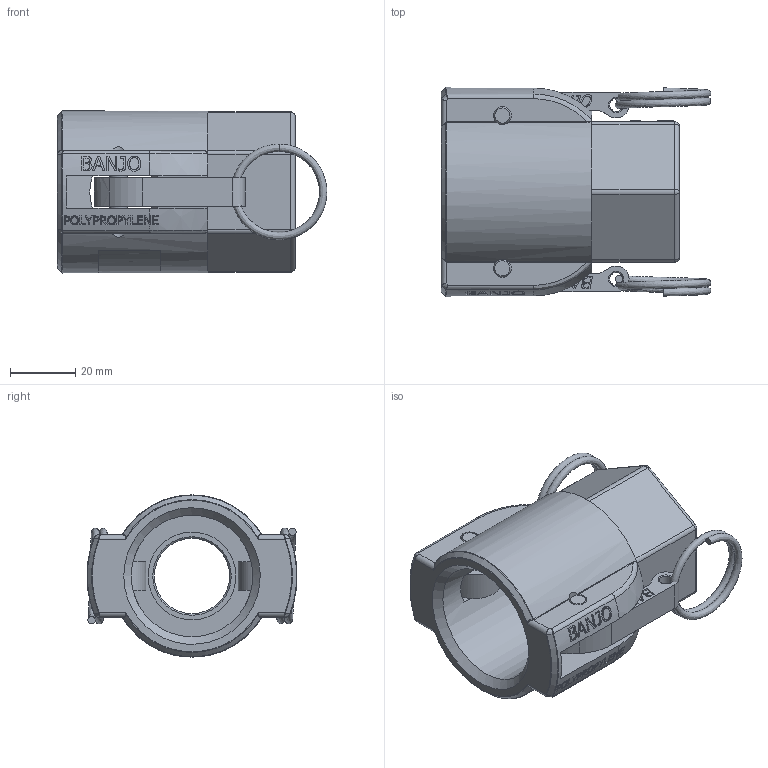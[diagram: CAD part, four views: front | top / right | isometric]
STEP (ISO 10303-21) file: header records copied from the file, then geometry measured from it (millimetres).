
FILE_DESCRIPTION(/* description */ ('1" Female Coupler X 1" BSPP Female Thd, Molded'),/* implementation_level */ '2;1');
FILE_NAME(/* name */ '100DBP.stp',/* time_stamp */ '2014-10-07T14:17:27-04:00',/* author */ ('MEG'),/* organization */ (''),/* preprocessor_version */ 'ST-DEVELOPER v15.2',/* originating_system */ 'Autodesk Inventor 2014',/* authorisation */ '');
FILE_SCHEMA (('AUTOMOTIVE_DESIGN { 1 0 10303 214 3 1 1 }'));
Length unit declared in the file: inch
Products named in the file (9): 100DBPX; 100DBPXM; 100G; 100P; 100DECAL-D1.96; 100XK; 100RING; 100K; 100DBP
Bounding box: 82.78 x 64.43 x 49.78 mm (x, y, z)
Volume: 84780.4 mm3; surface area: 38776.3 mm2
Topology: 9 solids, 9 shells, 967 faces, 2524 edges, 1640 vertices
Faces by surface type: plane 450, bspline 373, cylinder 107, cone 23, torus 8, sphere 6
Full cylindrical faces by diameter (mm): 3.962 x2, 5.512 x2, 5.563 x4, 5.715 x2, 12.7 x1, 23.114 x1, 26.987 x1, 33.249 x10, 34.519 x1, 35.789 x1, 37.338 x1, 39.688 x1, 40.488 x1
Entity records: 54158 total; most frequent: CARTESIAN_POINT 37744, ORIENTED_EDGE 3846, DIRECTION 2372, EDGE_CURVE 1923, VERTEX_POINT 1267, LINE 940, VECTOR 940, EDGE_LOOP 866
